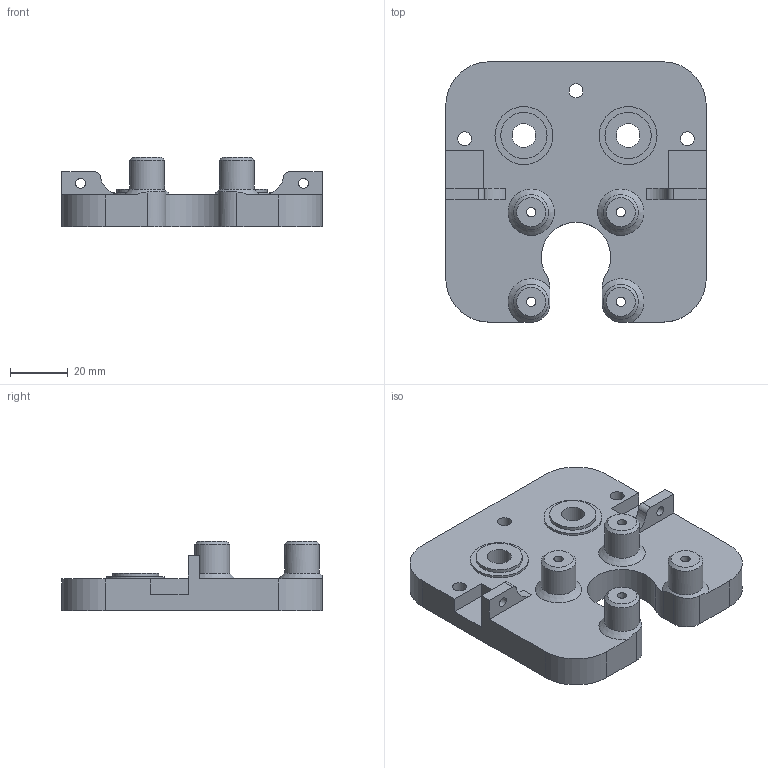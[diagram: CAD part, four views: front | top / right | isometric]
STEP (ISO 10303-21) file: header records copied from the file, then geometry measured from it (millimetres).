
FILE_DESCRIPTION(/* description */ (''),/* implementation_level */ '2;1');
FILE_NAME(/* name */ 'Motor Mount.stp',/* time_stamp */ '2016-12-28T16:59:04-06:00',/* author */ (''),/* organization */ (''),/* preprocessor_version */ 'ST-DEVELOPER v16.5',/* originating_system */ 'Autodesk Translation Framework v5.2.0.2920',/* authorisation */ '');
FILE_SCHEMA (('AUTOMOTIVE_DESIGN { 1 0 10303 214 3 1 1 }'));
Length unit declared in the file: millimetre
Products named in the file (1): Motor Mount
Bounding box: 90 x 90 x 24 mm (x, y, z)
Volume: 81311.6 mm3; surface area: 24049.4 mm2
Topology: 1 solids, 1 shells, 77 faces, 187 edges, 122 vertices
Faces by surface type: cylinder 36, plane 33, cone 8
Full cylindrical faces by diameter (mm): 3.2 x4, 3.4 x2, 4.8 x3, 6 x4, 8.2 x2, 12 x4, 16 x2, 20 x2
Entity records: 2184 total; most frequent: DIRECTION 384, CARTESIAN_POINT 382, ORIENTED_EDGE 308, AXIS2_PLACEMENT_3D 158, EDGE_CURVE 154, EDGE_LOOP 140, VERTEX_POINT 120, CIRCLE 80
